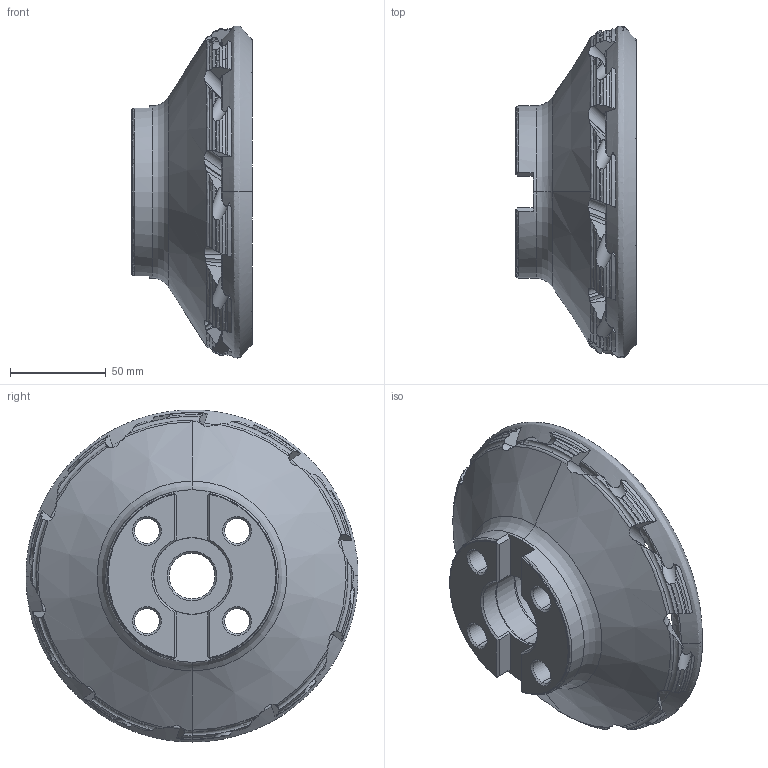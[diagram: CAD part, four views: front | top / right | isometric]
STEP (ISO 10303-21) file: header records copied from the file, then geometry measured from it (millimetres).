
FILE_DESCRIPTION (( 'STEP AP214' ), '1' );
FILE_NAME ('45PP-160-140-10.STEP', '2016-06-21T13:57:23', ( '' ), ( '' ), 'SwSTEP 2.0', 'SolidWorks 2016', '' );
FILE_SCHEMA (( 'AUTOMOTIVE_DESIGN' ));
Length unit declared in the file: millimetre
Products named in the file (1): 45PP-160-140-10
Bounding box: 62.96 x 173.45 x 173.46 mm (x, y, z)
Volume: 667307.1 mm3; surface area: 84224.5 mm2
Topology: 1 solids, 11 shells, 536 faces, 1535 edges, 1005 vertices
Faces by surface type: plane 246, cylinder 109, torus 92, cone 73, bspline 16
Entity records: 21949 total; most frequent: CARTESIAN_POINT 9254, ORIENTED_EDGE 3070, DIRECTION 2074, EDGE_CURVE 1535, VERTEX_POINT 1005, AXIS2_PLACEMENT_3D 841, B_SPLINE_CURVE_WITH_KNOTS 676, EDGE_LOOP 550
